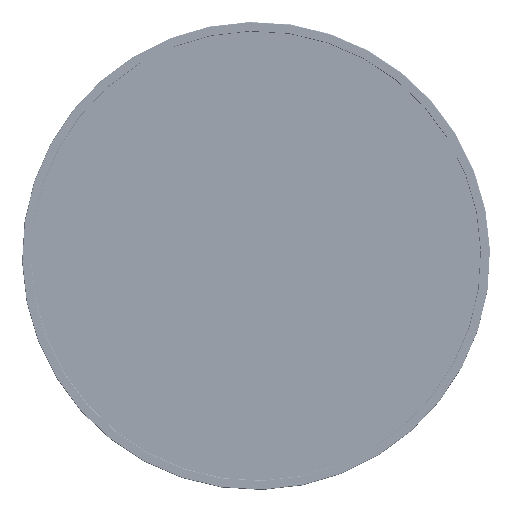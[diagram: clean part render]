
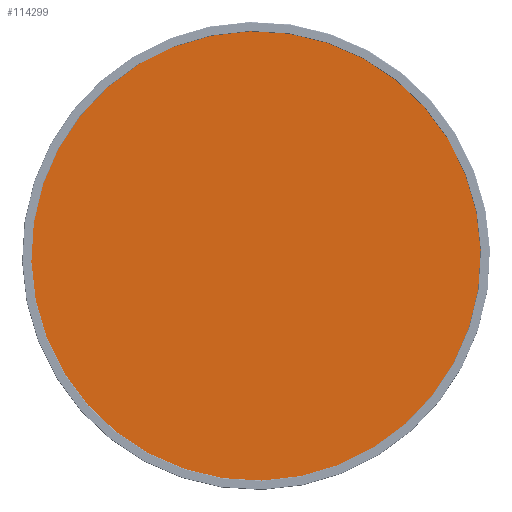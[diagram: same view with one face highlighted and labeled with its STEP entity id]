
A CAD part, top view. The second image highlights one B-rep face of the part: STEP entity #114299.
In plain terms, the highlighted face is planar.
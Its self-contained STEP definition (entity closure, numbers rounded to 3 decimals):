
#113760=CARTESIAN_POINT('',(121.446,2.8,-121.446));
#113761=DIRECTION('',(0.,-1.,0.));
#113762=DIRECTION('',(0.705,0.,0.709));
#113763=AXIS2_PLACEMENT_3D('',#113760,#113761,#113762);
#113790=CARTESIAN_POINT('',(0.,2.8,0.));
#113791=DIRECTION('',(0.,1.,0.));
#113792=DIRECTION('',(0.711,0.,0.703));
#113793=AXIS2_PLACEMENT_3D('',#113790,#113791,#113792);
#113805=CARTESIAN_POINT('',(0.,2.8,0.));
#113806=DIRECTION('',(0.,1.,0.));
#113807=DIRECTION('',(-0.711,0.,-0.703));
#113808=AXIS2_PLACEMENT_3D('',#113805,#113806,#113807);
#113850=CARTESIAN_POINT('',(0.,2.8,0.));
#113851=DIRECTION('',(0.,1.,0.));
#113852=DIRECTION('',(-0.757,0.,0.654));
#113853=AXIS2_PLACEMENT_3D('',#113850,#113851,#113852);
#113858=CARTESIAN_POINT('',(0.,2.8,0.));
#113859=DIRECTION('',(0.,1.,0.));
#113860=DIRECTION('',(-0.654,0.,-0.757));
#113861=AXIS2_PLACEMENT_3D('',#113858,#113859,#113860);
#113888=CARTESIAN_POINT('',(0.,2.8,0.));
#113889=DIRECTION('',(0.,1.,0.));
#113890=DIRECTION('',(-0.703,0.,0.711));
#113891=AXIS2_PLACEMENT_3D('',#113888,#113889,#113890);
#113918=CARTESIAN_POINT('',(0.,2.8,0.));
#113919=DIRECTION('',(0.,1.,0.));
#113920=DIRECTION('',(0.654,0.,0.757));
#113921=AXIS2_PLACEMENT_3D('',#113918,#113919,#113920);
#113948=CARTESIAN_POINT('',(0.,2.8,0.));
#113949=DIRECTION('',(0.,1.,0.));
#113950=DIRECTION('',(0.703,0.,-0.711));
#113951=AXIS2_PLACEMENT_3D('',#113948,#113949,#113950);
#113986=CARTESIAN_POINT('',(121.446,2.8,121.446));
#113987=DIRECTION('',(0.,-1.,0.));
#113988=DIRECTION('',(-0.709,0.,0.705));
#113989=AXIS2_PLACEMENT_3D('',#113986,#113987,#113988);
#113994=CARTESIAN_POINT('',(0.,2.8,-9.438));
#113995=DIRECTION('',(0.,1.,0.));
#113996=DIRECTION('',(-0.627,0.,0.779));
#113997=AXIS2_PLACEMENT_3D('',#113994,#113995,#113996);
#114002=CARTESIAN_POINT('',(9.438,2.8,0.));
#114003=DIRECTION('',(0.,1.,0.));
#114004=DIRECTION('',(-0.779,0.,-0.627));
#114005=AXIS2_PLACEMENT_3D('',#114002,#114003,#114004);
#114010=CARTESIAN_POINT('',(0.,2.8,9.438));
#114011=DIRECTION('',(0.,1.,0.));
#114012=DIRECTION('',(0.627,0.,-0.779));
#114013=AXIS2_PLACEMENT_3D('',#114010,#114011,#114012);
#114018=CARTESIAN_POINT('',(-121.446,2.8,121.446));
#114019=DIRECTION('',(0.,-1.,0.));
#114020=DIRECTION('',(-0.705,0.,-0.709));
#114021=AXIS2_PLACEMENT_3D('',#114018,#114019,#114020);
#114034=CARTESIAN_POINT('',(-121.446,2.8,-121.446));
#114035=DIRECTION('',(0.,-1.,0.));
#114036=DIRECTION('',(0.709,0.,-0.705));
#114037=AXIS2_PLACEMENT_3D('',#114034,#114035,#114036);
#114054=CARTESIAN_POINT('',(112.241,2.8,-130.));
#114055=CARTESIAN_POINT('',(-112.241,2.8,-130.));
#114056=VERTEX_POINT('',#114054);
#114057=VERTEX_POINT('',#114055);
#114062=CARTESIAN_POINT('',(-130.,2.8,-112.241));
#114063=CARTESIAN_POINT('',(-130.,2.8,112.241));
#114064=VERTEX_POINT('',#114062);
#114065=VERTEX_POINT('',#114063);
#114070=CARTESIAN_POINT('',(-112.241,2.8,130.));
#114071=CARTESIAN_POINT('',(112.241,2.8,130.));
#114072=VERTEX_POINT('',#114070);
#114073=VERTEX_POINT('',#114071);
#114075=CARTESIAN_POINT('',(122.151,2.8,-120.736));
#114077=VERTEX_POINT('',#114075);
#114078=CARTESIAN_POINT('',(-122.151,2.8,-120.736));
#114080=VERTEX_POINT('',#114078);
#114082=CARTESIAN_POINT('',(122.151,2.8,120.736));
#114084=VERTEX_POINT('',#114082);
#114087=CARTESIAN_POINT('',(-122.151,2.8,120.736));
#114089=VERTEX_POINT('',#114087);
#114090=CARTESIAN_POINT('',(-120.736,2.8,-122.151));
#114091=VERTEX_POINT('',#114090);
#114094=CARTESIAN_POINT('',(-120.736,2.8,122.151));
#114095=VERTEX_POINT('',#114094);
#114096=CARTESIAN_POINT('',(120.736,2.8,122.151));
#114097=VERTEX_POINT('',#114096);
#114098=CARTESIAN_POINT('',(120.736,2.8,-122.151));
#114099=VERTEX_POINT('',#114098);
#114273=CARTESIAN_POINT('',(0.,2.8,0.));
#114274=DIRECTION('',(0.,1.,0.));
#114275=DIRECTION('',(1.,0.,0.));
#114276=AXIS2_PLACEMENT_3D('',#114273,#114274,#114275);
#114277=PLANE('',#114276);
#114278=ORIENTED_EDGE('',*,*,#114150,.F.);
#114279=ORIENTED_EDGE('',*,*,#114166,.F.);
#114280=ORIENTED_EDGE('',*,*,#114267,.F.);
#114281=ORIENTED_EDGE('',*,*,#114236,.F.);
#114283=ORIENTED_EDGE('',*,*,#114282,.F.);
#114284=ORIENTED_EDGE('',*,*,#114221,.F.);
#114286=ORIENTED_EDGE('',*,*,#114285,.F.);
#114287=ORIENTED_EDGE('',*,*,#114196,.F.);
#114289=ORIENTED_EDGE('',*,*,#114288,.F.);
#114290=ORIENTED_EDGE('',*,*,#114178,.F.);
#114292=ORIENTED_EDGE('',*,*,#114291,.F.);
#114293=ORIENTED_EDGE('',*,*,#114206,.F.);
#114295=ORIENTED_EDGE('',*,*,#114294,.F.);
#114296=ORIENTED_EDGE('',*,*,#114251,.F.);
#114297=EDGE_LOOP('',(#114278,#114279,#114280,#114281,#114283,#114284,#114286,
#114287,#114289,#114290,#114292,#114293,#114295,#114296));
#114298=FACE_OUTER_BOUND('',#114297,.F.);
#114299=ADVANCED_FACE('',(#114298),#114277,.T.);
#113764=CIRCLE('',#113763,1.);
#113794=CIRCLE('',#113793,171.75);
#113809=CIRCLE('',#113808,171.75);
#113854=CIRCLE('',#113853,171.75);
#113862=CIRCLE('',#113861,171.75);
#113892=CIRCLE('',#113891,171.75);
#113922=CIRCLE('',#113921,171.75);
#113952=CIRCLE('',#113951,171.75);
#113990=CIRCLE('',#113989,1.);
#113998=CIRCLE('',#113997,179.);
#114006=CIRCLE('',#114005,179.);
#114014=CIRCLE('',#114013,179.);
#114022=CIRCLE('',#114021,1.);
#114038=CIRCLE('',#114037,1.);
#114150=EDGE_CURVE('',#114077,#114099,#113764,.T.);
#114166=EDGE_CURVE('',#114084,#114077,#113794,.T.);
#114178=EDGE_CURVE('',#114080,#114064,#113809,.T.);
#114196=EDGE_CURVE('',#114065,#114089,#113854,.T.);
#114206=EDGE_CURVE('',#114057,#114091,#113862,.T.);
#114221=EDGE_CURVE('',#114095,#114072,#113892,.T.);
#114236=EDGE_CURVE('',#114073,#114097,#113922,.T.);
#114251=EDGE_CURVE('',#114099,#114056,#113952,.T.);
#114267=EDGE_CURVE('',#114097,#114084,#113990,.T.);
#114282=EDGE_CURVE('',#114072,#114073,#113998,.T.);
#114285=EDGE_CURVE('',#114089,#114095,#114022,.T.);
#114288=EDGE_CURVE('',#114064,#114065,#114006,.T.);
#114291=EDGE_CURVE('',#114091,#114080,#114038,.T.);
#114294=EDGE_CURVE('',#114056,#114057,#114014,.T.);
